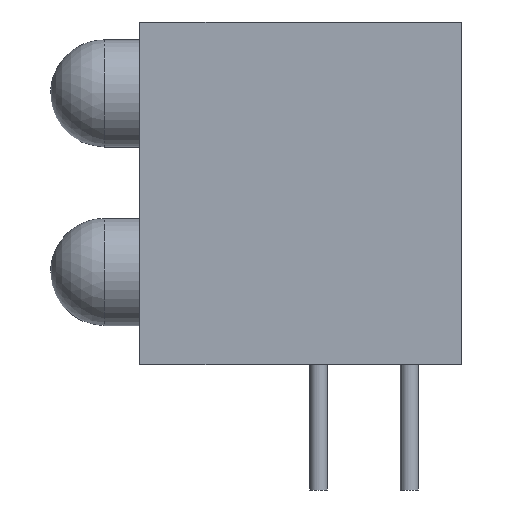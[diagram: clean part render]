
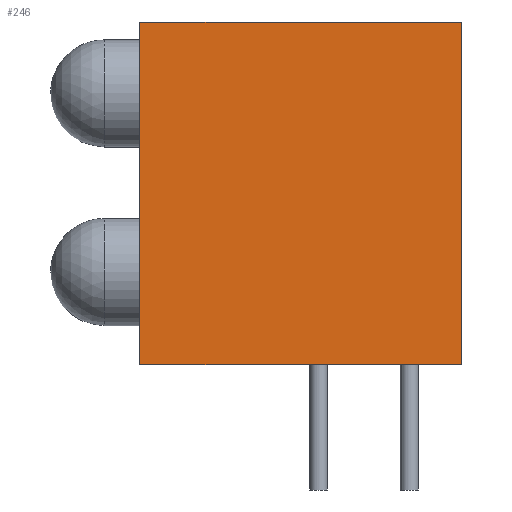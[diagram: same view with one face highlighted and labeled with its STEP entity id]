
A CAD part, front view. The second image highlights one B-rep face of the part: STEP entity #246.
In plain terms, the highlighted planar face has unit normal (0, -1, 0).
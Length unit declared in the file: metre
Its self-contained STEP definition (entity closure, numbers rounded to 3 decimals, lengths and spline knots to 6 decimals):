
#52=ORIENTED_EDGE('',*,*,#97,.F.);
#53=ORIENTED_EDGE('',*,*,#99,.T.);
#54=ORIENTED_EDGE('',*,*,#100,.T.);
#55=ORIENTED_EDGE('',*,*,#101,.F.);
#97=EDGE_CURVE('',#120,#121,#137,.T.);
#99=EDGE_CURVE('',#120,#122,#139,.T.);
#100=EDGE_CURVE('',#122,#123,#140,.T.);
#101=EDGE_CURVE('',#121,#123,#141,.T.);
#120=VERTEX_POINT('',#510);
#121=VERTEX_POINT('',#512);
#122=VERTEX_POINT('',#516);
#123=VERTEX_POINT('',#518);
#137=LINE('',#511,#149);
#139=LINE('',#515,#151);
#140=LINE('',#517,#152);
#141=LINE('',#519,#153);
#149=VECTOR('',#435,1.);
#151=VECTOR('',#439,1.);
#152=VECTOR('',#440,1.);
#153=VECTOR('',#441,1.);
#162=EDGE_LOOP('',(#52,#53,#54,#55));
#192=FACE_BOUND('',#162,.T.);
#218=PLANE('',#392);
#246=ADVANCED_FACE('',(#192),#218,.T.);
#392=AXIS2_PLACEMENT_3D('',#514,#437,#438);
#435=DIRECTION('',(-1.,0.,0.));
#437=DIRECTION('',(0.,-1.,0.));
#438=DIRECTION('',(0.,0.,-1.));
#439=DIRECTION('',(0.,0.,1.));
#440=DIRECTION('',(-1.,0.,0.));
#441=DIRECTION('',(0.,0.,1.));
#510=CARTESIAN_POINT('',(0.004,-0.00342,0.));
#511=CARTESIAN_POINT('',(0.004002,-0.00342,0.));
#512=CARTESIAN_POINT('',(-0.005,-0.00342,0.));
#514=CARTESIAN_POINT('',(0.004002,-0.00342,0.0048));
#515=CARTESIAN_POINT('',(0.004,-0.00342,0.0048));
#516=CARTESIAN_POINT('',(0.004,-0.00342,0.0096));
#517=CARTESIAN_POINT('',(0.004002,-0.00342,0.0096));
#518=CARTESIAN_POINT('',(-0.005,-0.00342,0.0096));
#519=CARTESIAN_POINT('',(-0.005,-0.00342,0.0048));
